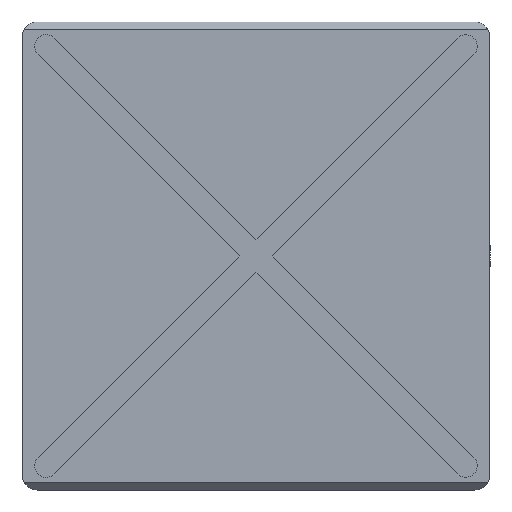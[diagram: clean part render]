
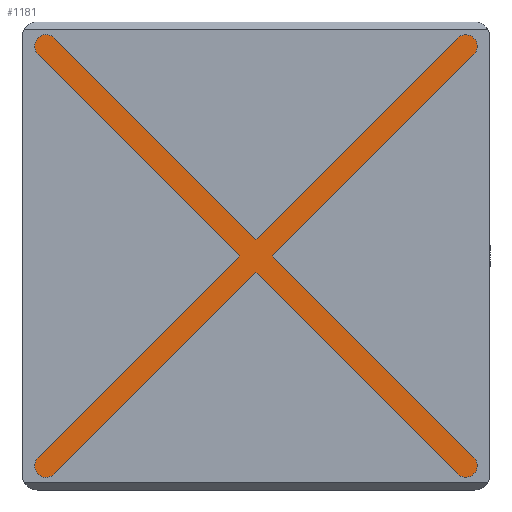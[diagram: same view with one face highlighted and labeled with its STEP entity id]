
A CAD part, front view. The second image highlights one B-rep face of the part: STEP entity #1181.
In plain terms, the highlighted face is planar.
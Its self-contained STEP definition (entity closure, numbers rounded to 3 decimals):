
#2 = LINE ( 'NONE', #549, #319 ) ;
#18 = AXIS2_PLACEMENT_3D ( 'NONE', #310, #651, #1122 ) ;
#38 = VECTOR ( 'NONE', #300, 1000. ) ;
#41 = AXIS2_PLACEMENT_3D ( 'NONE', #741, #1177, #1198 ) ;
#50 = LINE ( 'NONE', #604, #456 ) ;
#58 = ORIENTED_EDGE ( 'NONE', *, *, #373, .F. ) ;
#67 = ORIENTED_EDGE ( 'NONE', *, *, #1100, .T. ) ;
#120 = ORIENTED_EDGE ( 'NONE', *, *, #211, .T. ) ;
#121 = LINE ( 'NONE', #560, #605 ) ;
#153 = CARTESIAN_POINT ( 'NONE',  ( -1.684, 1.684, 0.762 ) ) ;
#184 = CARTESIAN_POINT ( 'NONE',  ( 43.45, -43.45, 0.762 ) ) ;
#211 = EDGE_CURVE ( 'NONE', #1013, #1165, #249, .T. ) ;
#214 = VERTEX_POINT ( 'NONE', #856 ) ;
#226 = ORIENTED_EDGE ( 'NONE', *, *, #1323, .T. ) ;
#233 = VERTEX_POINT ( 'NONE', #1225 ) ;
#238 = DIRECTION ( 'NONE',  ( -1., 0., 0. ) ) ;
#245 = CARTESIAN_POINT ( 'NONE',  ( 1.684, -1.684, 0.762 ) ) ;
#246 = CIRCLE ( 'NONE', #822, 2.381 ) ;
#249 = CIRCLE ( 'NONE', #1448, 2.381 ) ;
#252 = VERTEX_POINT ( 'NONE', #522 ) ;
#253 = EDGE_LOOP ( 'NONE', ( #1349, #429, #999, #396, #120, #226, #1003, #520, #587, #338, #67, #320, #447, #58 ) ) ;
#254 = CARTESIAN_POINT ( 'NONE',  ( 0., -3.368, 0.762 ) ) ;
#257 = DIRECTION ( 'NONE',  ( -0.707, -0.707, 0. ) ) ;
#268 = CARTESIAN_POINT ( 'NONE',  ( -41.766, 45.134, 0.762 ) ) ;
#272 = DIRECTION ( 'NONE',  ( 0., 0., -1. ) ) ;
#300 = DIRECTION ( 'NONE',  ( -0.707, 0.707, 0. ) ) ;
#310 = CARTESIAN_POINT ( 'NONE',  ( -43.45, -43.45, 0.762 ) ) ;
#314 = EDGE_CURVE ( 'NONE', #960, #847, #2, .T. ) ;
#319 = VECTOR ( 'NONE', #1245, 1000. ) ;
#320 = ORIENTED_EDGE ( 'NONE', *, *, #451, .T. ) ;
#338 = ORIENTED_EDGE ( 'NONE', *, *, #883, .F. ) ;
#362 = VECTOR ( 'NONE', #1254, 1000. ) ;
#373 = EDGE_CURVE ( 'NONE', #916, #504, #1372, .T. ) ;
#383 = AXIS2_PLACEMENT_3D ( 'NONE', #1300, #272, #738 ) ;
#390 = CARTESIAN_POINT ( 'NONE',  ( 41.766, 45.134, 0.762 ) ) ;
#396 = ORIENTED_EDGE ( 'NONE', *, *, #1043, .F. ) ;
#429 = ORIENTED_EDGE ( 'NONE', *, *, #561, .T. ) ;
#439 = CIRCLE ( 'NONE', #18, 2.381 ) ;
#447 = ORIENTED_EDGE ( 'NONE', *, *, #835, .T. ) ;
#451 = EDGE_CURVE ( 'NONE', #1036, #214, #1370, .T. ) ;
#456 = VECTOR ( 'NONE', #1187, 1000. ) ;
#477 = DIRECTION ( 'NONE',  ( -1., 0., 0. ) ) ;
#490 = VERTEX_POINT ( 'NONE', #1079 ) ;
#494 = PLANE ( 'NONE',  #383 ) ;
#504 = VERTEX_POINT ( 'NONE', #268 ) ;
#509 = CIRCLE ( 'NONE', #1095, 2.381 ) ;
#517 = DIRECTION ( 'NONE',  ( 0., 0., -1. ) ) ;
#520 = ORIENTED_EDGE ( 'NONE', *, *, #759, .T. ) ;
#522 = CARTESIAN_POINT ( 'NONE',  ( -3.368, 0., 0.762 ) ) ;
#541 = CARTESIAN_POINT ( 'NONE',  ( 3.368, 0., 0.762 ) ) ;
#549 = CARTESIAN_POINT ( 'NONE',  ( 1.684, -1.684, 0.762 ) ) ;
#560 = CARTESIAN_POINT ( 'NONE',  ( 1.684, 1.684, 0.762 ) ) ;
#561 = EDGE_CURVE ( 'NONE', #1130, #960, #509, .T. ) ;
#568 = CARTESIAN_POINT ( 'NONE',  ( -45.134, 41.766, 0.762 ) ) ;
#584 = CARTESIAN_POINT ( 'NONE',  ( 1.684, 1.684, 0.762 ) ) ;
#587 = ORIENTED_EDGE ( 'NONE', *, *, #921, .T. ) ;
#600 = CARTESIAN_POINT ( 'NONE',  ( 43.45, 43.45, 0.762 ) ) ;
#604 = CARTESIAN_POINT ( 'NONE',  ( -1.684, -1.684, 0.762 ) ) ;
#605 = VECTOR ( 'NONE', #1147, 1000. ) ;
#612 = FACE_OUTER_BOUND ( 'NONE', #253, .T. ) ;
#619 = CARTESIAN_POINT ( 'NONE',  ( -41.766, -45.134, 0.762 ) ) ;
#648 = CARTESIAN_POINT ( 'NONE',  ( -1.684, -1.684, 0.762 ) ) ;
#651 = DIRECTION ( 'NONE',  ( 0., 0., -1. ) ) ;
#680 = CARTESIAN_POINT ( 'NONE',  ( 45.134, -41.766, 0.762 ) ) ;
#712 = LINE ( 'NONE', #153, #1156 ) ;
#732 = VECTOR ( 'NONE', #1051, 1000. ) ;
#738 = DIRECTION ( 'NONE',  ( -1., 0., 0. ) ) ;
#741 = CARTESIAN_POINT ( 'NONE',  ( -43.45, 43.45, 0.762 ) ) ;
#759 = EDGE_CURVE ( 'NONE', #1197, #490, #439, .T. ) ;
#778 = CIRCLE ( 'NONE', #956, 2.381 ) ;
#792 = DIRECTION ( 'NONE',  ( 0., 0., -1. ) ) ;
#822 = AXIS2_PLACEMENT_3D ( 'NONE', #898, #792, #909 ) ;
#835 = EDGE_CURVE ( 'NONE', #214, #504, #246, .T. ) ;
#841 = DIRECTION ( 'NONE',  ( 0., 0., -1. ) ) ;
#847 = VERTEX_POINT ( 'NONE', #541 ) ;
#856 = CARTESIAN_POINT ( 'NONE',  ( -45.831, 43.45, 0.762 ) ) ;
#869 = LINE ( 'NONE', #648, #38 ) ;
#876 = DIRECTION ( 'NONE',  ( -1., 0., 0. ) ) ;
#883 = EDGE_CURVE ( 'NONE', #252, #233, #712, .T. ) ;
#898 = CARTESIAN_POINT ( 'NONE',  ( -43.45, 43.45, 0.762 ) ) ;
#909 = DIRECTION ( 'NONE',  ( -1., 0., 0. ) ) ;
#916 = VERTEX_POINT ( 'NONE', #1401 ) ;
#918 = EDGE_CURVE ( 'NONE', #1130, #916, #1407, .T. ) ;
#921 = EDGE_CURVE ( 'NONE', #490, #233, #778, .T. ) ;
#956 = AXIS2_PLACEMENT_3D ( 'NONE', #1175, #841, #477 ) ;
#960 = VERTEX_POINT ( 'NONE', #1089 ) ;
#999 = ORIENTED_EDGE ( 'NONE', *, *, #314, .T. ) ;
#1003 = ORIENTED_EDGE ( 'NONE', *, *, #1078, .T. ) ;
#1013 = VERTEX_POINT ( 'NONE', #680 ) ;
#1036 = VERTEX_POINT ( 'NONE', #568 ) ;
#1043 = EDGE_CURVE ( 'NONE', #1013, #847, #121, .T. ) ;
#1051 = DIRECTION ( 'NONE',  ( -0.707, -0.707, 0. ) ) ;
#1078 = EDGE_CURVE ( 'NONE', #1152, #1197, #1413, .T. ) ;
#1079 = CARTESIAN_POINT ( 'NONE',  ( -45.831, -43.45, 0.762 ) ) ;
#1081 = DIRECTION ( 'NONE',  ( -0.707, -0.707, 0. ) ) ;
#1089 = CARTESIAN_POINT ( 'NONE',  ( 45.134, 41.766, 0.762 ) ) ;
#1095 = AXIS2_PLACEMENT_3D ( 'NONE', #600, #1155, #238 ) ;
#1100 = EDGE_CURVE ( 'NONE', #252, #1036, #50, .T. ) ;
#1122 = DIRECTION ( 'NONE',  ( -1., 0., 0. ) ) ;
#1130 = VERTEX_POINT ( 'NONE', #390 ) ;
#1147 = DIRECTION ( 'NONE',  ( -0.707, 0.707, 0. ) ) ;
#1152 = VERTEX_POINT ( 'NONE', #254 ) ;
#1155 = DIRECTION ( 'NONE',  ( 0., 0., -1. ) ) ;
#1156 = VECTOR ( 'NONE', #1081, 1000. ) ;
#1165 = VERTEX_POINT ( 'NONE', #1389 ) ;
#1175 = CARTESIAN_POINT ( 'NONE',  ( -43.45, -43.45, 0.762 ) ) ;
#1177 = DIRECTION ( 'NONE',  ( 0., 0., -1. ) ) ;
#1181 = ADVANCED_FACE ( 'NONE', ( #612 ), #494, .T. ) ;
#1185 = CARTESIAN_POINT ( 'NONE',  ( -1.684, 1.684, 0.762 ) ) ;
#1187 = DIRECTION ( 'NONE',  ( -0.707, 0.707, 0. ) ) ;
#1197 = VERTEX_POINT ( 'NONE', #619 ) ;
#1198 = DIRECTION ( 'NONE',  ( -1., 0., 0. ) ) ;
#1225 = CARTESIAN_POINT ( 'NONE',  ( -45.134, -41.766, 0.762 ) ) ;
#1245 = DIRECTION ( 'NONE',  ( -0.707, -0.707, 0. ) ) ;
#1254 = DIRECTION ( 'NONE',  ( -0.707, 0.707, 0. ) ) ;
#1300 = CARTESIAN_POINT ( 'NONE',  ( 0., 0., 0.762 ) ) ;
#1323 = EDGE_CURVE ( 'NONE', #1165, #1152, #869, .T. ) ;
#1326 = VECTOR ( 'NONE', #257, 1000. ) ;
#1349 = ORIENTED_EDGE ( 'NONE', *, *, #918, .F. ) ;
#1370 = CIRCLE ( 'NONE', #41, 2.381 ) ;
#1372 = LINE ( 'NONE', #584, #362 ) ;
#1389 = CARTESIAN_POINT ( 'NONE',  ( 41.766, -45.134, 0.762 ) ) ;
#1401 = CARTESIAN_POINT ( 'NONE',  ( 0., 3.368, 0.762 ) ) ;
#1407 = LINE ( 'NONE', #1185, #1326 ) ;
#1413 = LINE ( 'NONE', #245, #732 ) ;
#1448 = AXIS2_PLACEMENT_3D ( 'NONE', #184, #517, #876 ) ;
